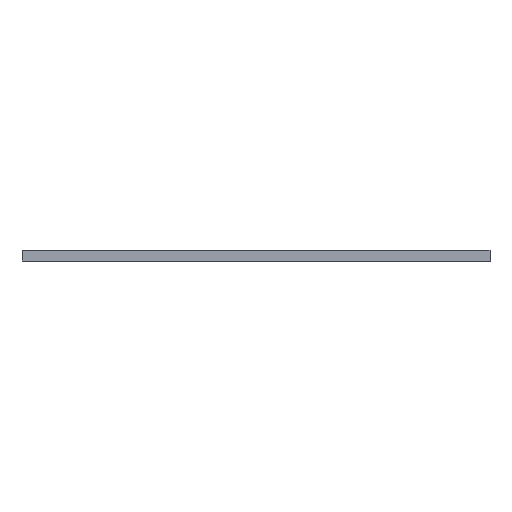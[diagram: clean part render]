
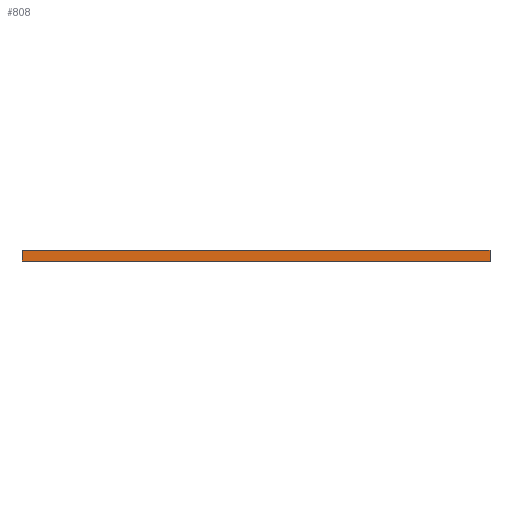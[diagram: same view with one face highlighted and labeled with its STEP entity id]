
A CAD part, top view. The second image highlights one B-rep face of the part: STEP entity #808.
In plain terms, the highlighted planar face has unit normal (0, 0, 1).
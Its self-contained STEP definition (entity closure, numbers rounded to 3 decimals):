
#22 = EDGE_CURVE ( 'NONE', #262, #873, #37, .T. ) ;
#37 = LINE ( 'NONE', #467, #792 ) ;
#72 = DIRECTION ( 'NONE',  ( 0., -1., 0. ) ) ;
#76 = ORIENTED_EDGE ( 'NONE', *, *, #237, .F. ) ;
#118 = CARTESIAN_POINT ( 'NONE',  ( 0., 5., 0. ) ) ;
#173 = EDGE_CURVE ( 'NONE', #241, #997, #901, .T. ) ;
#177 = EDGE_LOOP ( 'NONE', ( #770, #947, #76, #980 ) ) ;
#222 = DIRECTION ( 'NONE',  ( 1., 0., 0. ) ) ;
#237 = EDGE_CURVE ( 'NONE', #262, #241, #932, .T. ) ;
#241 = VERTEX_POINT ( 'NONE', #716 ) ;
#262 = VERTEX_POINT ( 'NONE', #823 ) ;
#314 = DIRECTION ( 'NONE',  ( 0., -1., 0. ) ) ;
#320 = PLANE ( 'NONE',  #411 ) ;
#357 = VECTOR ( 'NONE', #1022, 1000. ) ;
#363 = EDGE_CURVE ( 'NONE', #873, #997, #888, .T. ) ;
#411 = AXIS2_PLACEMENT_3D ( 'NONE', #1014, #1010, #520 ) ;
#437 = VECTOR ( 'NONE', #222, 1000. ) ;
#467 = CARTESIAN_POINT ( 'NONE',  ( 0., 5., 0. ) ) ;
#520 = DIRECTION ( 'NONE',  ( -1., 0., 0. ) ) ;
#575 = CARTESIAN_POINT ( 'NONE',  ( 220., 0., 0. ) ) ;
#705 = CARTESIAN_POINT ( 'NONE',  ( 220., 5., 0. ) ) ;
#716 = CARTESIAN_POINT ( 'NONE',  ( 220., 5., 0. ) ) ;
#727 = FACE_OUTER_BOUND ( 'NONE', #177, .T. ) ;
#754 = VECTOR ( 'NONE', #314, 1000. ) ;
#770 = ORIENTED_EDGE ( 'NONE', *, *, #363, .T. ) ;
#792 = VECTOR ( 'NONE', #72, 1000. ) ;
#808 = ADVANCED_FACE ( 'NONE', ( #727 ), #320, .F. ) ;
#823 = CARTESIAN_POINT ( 'NONE',  ( 0., 5., 0. ) ) ;
#835 = CARTESIAN_POINT ( 'NONE',  ( 0., 0., 0. ) ) ;
#873 = VERTEX_POINT ( 'NONE', #1004 ) ;
#888 = LINE ( 'NONE', #835, #357 ) ;
#901 = LINE ( 'NONE', #705, #754 ) ;
#932 = LINE ( 'NONE', #118, #437 ) ;
#947 = ORIENTED_EDGE ( 'NONE', *, *, #173, .F. ) ;
#980 = ORIENTED_EDGE ( 'NONE', *, *, #22, .T. ) ;
#997 = VERTEX_POINT ( 'NONE', #575 ) ;
#1004 = CARTESIAN_POINT ( 'NONE',  ( 0., 0., 0. ) ) ;
#1010 = DIRECTION ( 'NONE',  ( 0., 0., -1. ) ) ;
#1014 = CARTESIAN_POINT ( 'NONE',  ( 0., 5., 0. ) ) ;
#1022 = DIRECTION ( 'NONE',  ( 1., 0., 0. ) ) ;
